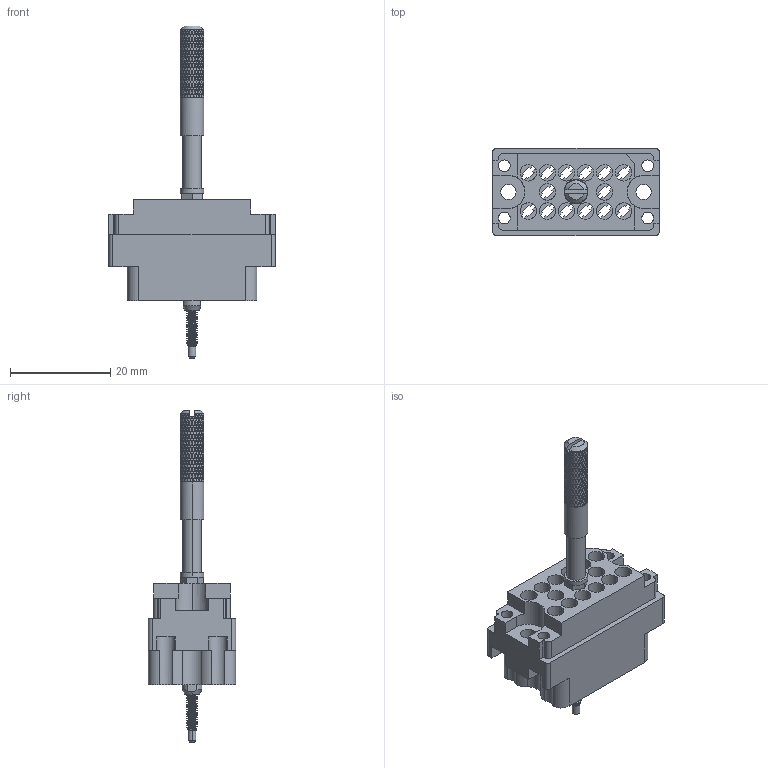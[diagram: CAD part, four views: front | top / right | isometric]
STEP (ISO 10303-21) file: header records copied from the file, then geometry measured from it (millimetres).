
FILE_DESCRIPTION (( 'STEP AP203' ), '1' );
FILE_NAME ('519-014-000-305.STEP', '2020-03-02T19:31:21', ( '' ), ( '' ), 'SwSTEP 2.0', 'SolidWorks 2016', '' );
FILE_SCHEMA (( 'CONFIG_CONTROL_DESIGN' ));
Products named in the file (8): 516-253-025-100; 519 Plug Insulator_014; 516-252-022-102; 516-250-021-102_519; 519-014-000-305; Actuating Screw Assy 020; 516-250-020-111; 516-251-025-100
Assembly tree (7 placements, depth 3):
  519-014-000-305
    519 Plug Insulator_014
    Actuating Screw Assy 020
      516-251-025-100
      516-250-021-102_519
      516-250-020-111
      516-253-025-100
      516-252-022-102
Bounding box: 33.32 x 17.42 x 66.29 mm (x, y, z)
Volume: 5711.4 mm3; surface area: 7403.4 mm2
Topology: 6 solids, 6 shells, 3172 faces, 7002 edges, 3856 vertices
Faces by surface type: bspline 2022, cylinder 725, plane 405, cone 20
Entity records: 175079 total; most frequent: CARTESIAN_POINT 127850, ORIENTED_EDGE 14004, EDGE_CURVE 7002, DIRECTION 4556, VERTEX_POINT 3856, EDGE_LOOP 3236, FACE_OUTER_BOUND 3172, ADVANCED_FACE 3172
